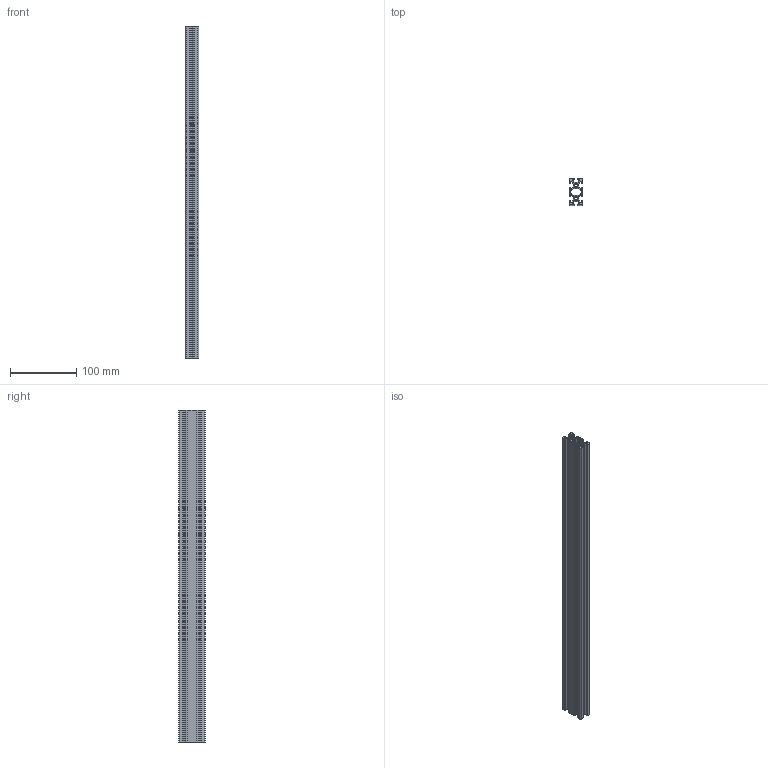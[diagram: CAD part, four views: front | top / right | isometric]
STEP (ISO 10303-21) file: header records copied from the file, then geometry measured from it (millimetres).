
FILE_DESCRIPTION (( 'STEP AP203' ), '1' );
FILE_NAME ('Rexroth-3 842 992 891500mm.step.step', '2012-08-30T14:10:26', ( 'sysAdmin' ), ( 'SolidWorks' ), 'SwSTEP 2.0', 'SolidWorks 2012', '' );
FILE_SCHEMA (( 'CONFIG_CONTROL_DESIGN' ));
Length unit declared in the file: millimetre
Products named in the file (1): Rexroth-3 842 992 891500mm.step
Bounding box: 20 x 40 x 500 mm (x, y, z)
Volume: 143747.5 mm3; surface area: 162827.9 mm2
Topology: 1 solids, 1 shells, 286 faces, 852 edges, 568 vertices
Faces by surface type: cylinder 144, plane 142
Entity records: 9773 total; most frequent: DIRECTION 1714, CARTESIAN_POINT 1707, ORIENTED_EDGE 1704, EDGE_CURVE 852, AXIS2_PLACEMENT_3D 575, VERTEX_POINT 568, LINE 564, VECTOR 564
